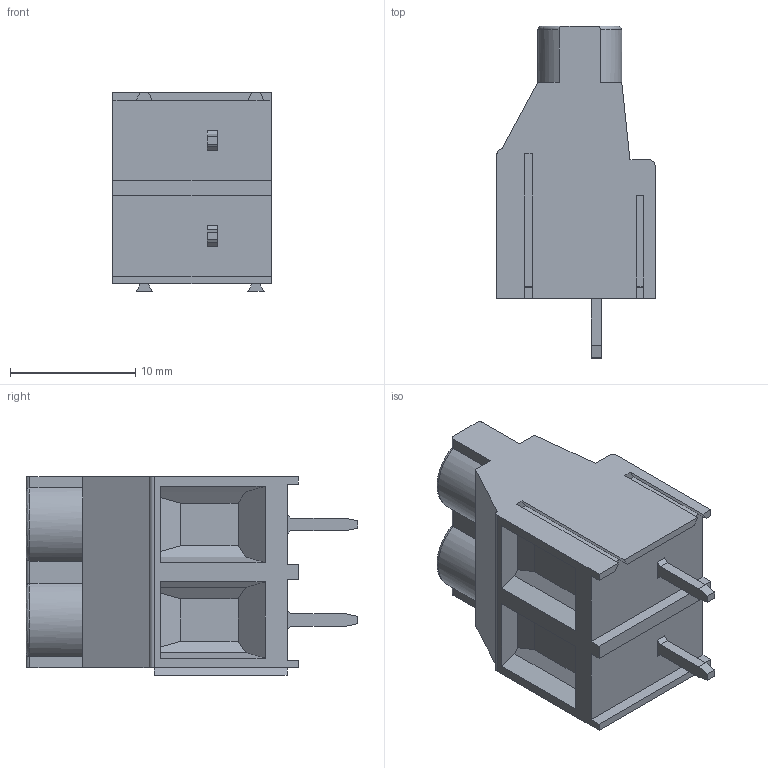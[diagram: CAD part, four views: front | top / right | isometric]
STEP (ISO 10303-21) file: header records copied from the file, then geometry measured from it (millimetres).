
FILE_DESCRIPTION (( 'STEP AP214' ), '1' );
FILE_NAME ('CUI_DEVICES_TB005-762-02BE.step', '2019-10-21T17:38:31', ( '' ), ( '' ), 'SwSTEP 2.0', 'SolidWorks 2019', '' );
FILE_SCHEMA (( 'AUTOMOTIVE_DESIGN' ));
Length unit declared in the file: millimetre
Products named in the file (2): CUI_DEVICES_TB005-762-02BE; TB005-762-02P_Blue - S
Assembly tree (1 placements, depth 2):
  CUI_DEVICES_TB005-762-02BE
    TB005-762-02P_Blue - S
Bounding box: 12.6 x 26.45 x 15.84 mm (x, y, z)
Volume: 2856.8 mm3; surface area: 1856.3 mm2
Topology: 1 solids, 3 shells, 145 faces, 367 edges, 238 vertices
Faces by surface type: plane 101, bspline 20, cylinder 16, cone 8
Entity records: 7284 total; most frequent: CARTESIAN_POINT 2904, ORIENTED_EDGE 734, DIRECTION 647, EDGE_CURVE 367, VECTOR 261, LINE 261, VERTEX_POINT 238, AXIS2_PLACEMENT_3D 193
